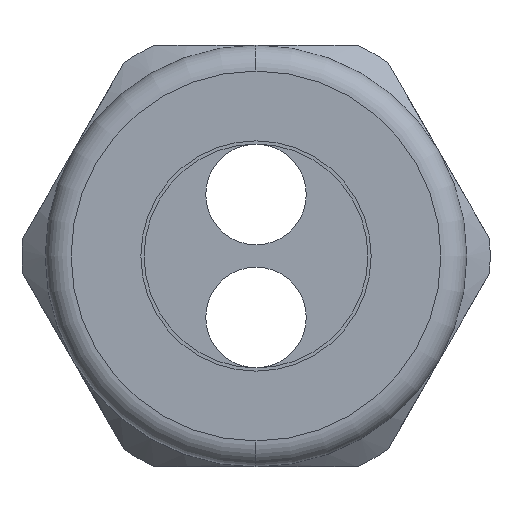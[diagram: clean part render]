
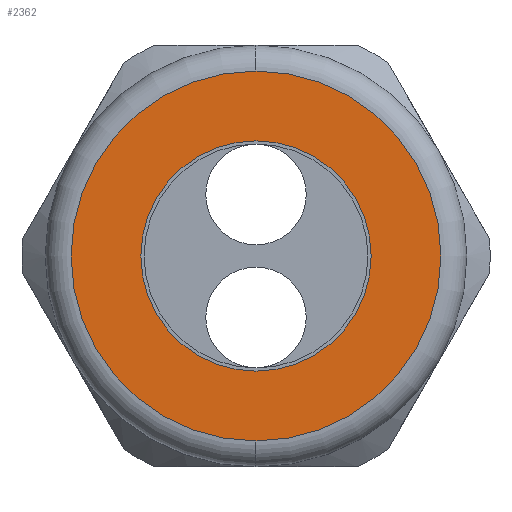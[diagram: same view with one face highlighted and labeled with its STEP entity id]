
A CAD part, left-side view. The second image highlights one B-rep face of the part: STEP entity #2362.
In plain terms, the highlighted planar face has unit normal (-1, 0, 0).
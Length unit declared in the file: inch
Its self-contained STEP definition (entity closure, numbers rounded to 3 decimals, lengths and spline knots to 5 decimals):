
#2020 = VERTEX_POINT ( 'NONE', #4544 ) ;
#2021 = VERTEX_POINT ( 'NONE', #4543 ) ;
#2022 = EDGE_CURVE ( 'NONE', #2021, #2020, #4541, .T. ) ;
#2334 = EDGE_CURVE ( 'NONE', #2339, #2345, #5139, .T. ) ;
#2339 = VERTEX_POINT ( 'NONE', #5128 ) ;
#2345 = VERTEX_POINT ( 'NONE', #5120 ) ;
#2346 = EDGE_LOOP ( 'NONE', ( #2451, #2452 ) ) ;
#2349 = ORIENTED_EDGE ( 'NONE', *, *, #2468, .T. ) ;
#2350 = EDGE_LOOP ( 'NONE', ( #2351, #2349 ) ) ;
#2351 = ORIENTED_EDGE ( 'NONE', *, *, #2334, .T. ) ;
#2362 = ADVANCED_FACE ( 'NONE', ( #5153, #5152 ), #5150, .T. ) ;
#2451 = ORIENTED_EDGE ( 'NONE', *, *, #2456, .T. ) ;
#2452 = ORIENTED_EDGE ( 'NONE', *, *, #2022, .T. ) ;
#2456 = EDGE_CURVE ( 'NONE', #2020, #2021, #5380, .T. ) ;
#2468 = EDGE_CURVE ( 'NONE', #2345, #2339, #5423, .T. ) ;
#4537 = DIRECTION ( 'NONE',  ( 0., 0., -1. ) ) ;
#4538 = DIRECTION ( 'NONE',  ( 1., 0., 0. ) ) ;
#4539 = CARTESIAN_POINT ( 'NONE',  ( -1.53, 0., 0. ) ) ;
#4540 = AXIS2_PLACEMENT_3D ( 'NONE', #4539, #4538, #4537 ) ;
#4541 = CIRCLE ( 'NONE', #4540, 0.355 ) ;
#4543 = CARTESIAN_POINT ( 'NONE',  ( -1.53, 0., 0.355 ) ) ;
#4544 = CARTESIAN_POINT ( 'NONE',  ( -1.53, 0., -0.355 ) ) ;
#5120 = CARTESIAN_POINT ( 'NONE',  ( -1.53, 0., -0.57 ) ) ;
#5128 = CARTESIAN_POINT ( 'NONE',  ( -1.53, 0., 0.57 ) ) ;
#5135 = DIRECTION ( 'NONE',  ( 0., 0., 1. ) ) ;
#5136 = DIRECTION ( 'NONE',  ( -1., 0., 0. ) ) ;
#5137 = CARTESIAN_POINT ( 'NONE',  ( -1.53, 0., 0. ) ) ;
#5138 = AXIS2_PLACEMENT_3D ( 'NONE', #5137, #5136, #5135 ) ;
#5139 = CIRCLE ( 'NONE', #5138, 0.57 ) ;
#5146 = DIRECTION ( 'NONE',  ( 0., 0., 1. ) ) ;
#5147 = DIRECTION ( 'NONE',  ( -1., 0., 0. ) ) ;
#5148 = CARTESIAN_POINT ( 'NONE',  ( -1.53, 0.65, 0. ) ) ;
#5149 = AXIS2_PLACEMENT_3D ( 'NONE', #5148, #5147, #5146 ) ;
#5150 = PLANE ( 'NONE',  #5149 ) ;
#5152 = FACE_BOUND ( 'NONE', #2346, .T. ) ;
#5153 = FACE_OUTER_BOUND ( 'NONE', #2350, .T. ) ;
#5376 = DIRECTION ( 'NONE',  ( 0., 0., -1. ) ) ;
#5377 = DIRECTION ( 'NONE',  ( 1., 0., 0. ) ) ;
#5378 = CARTESIAN_POINT ( 'NONE',  ( -1.53, 0., 0. ) ) ;
#5379 = AXIS2_PLACEMENT_3D ( 'NONE', #5378, #5377, #5376 ) ;
#5380 = CIRCLE ( 'NONE', #5379, 0.355 ) ;
#5419 = DIRECTION ( 'NONE',  ( 0., 0., 1. ) ) ;
#5420 = DIRECTION ( 'NONE',  ( -1., 0., 0. ) ) ;
#5421 = CARTESIAN_POINT ( 'NONE',  ( -1.53, 0., 0. ) ) ;
#5422 = AXIS2_PLACEMENT_3D ( 'NONE', #5421, #5420, #5419 ) ;
#5423 = CIRCLE ( 'NONE', #5422, 0.57 ) ;
